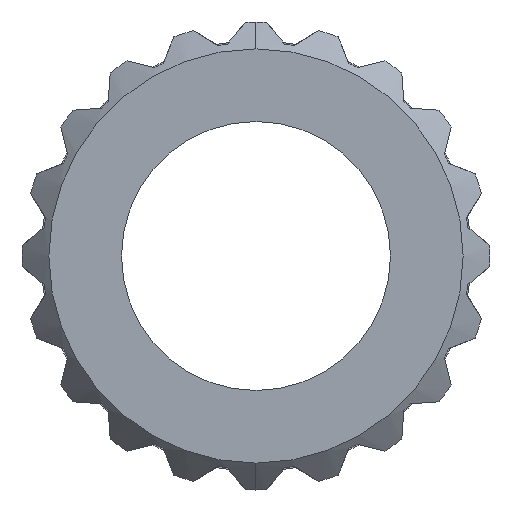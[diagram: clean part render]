
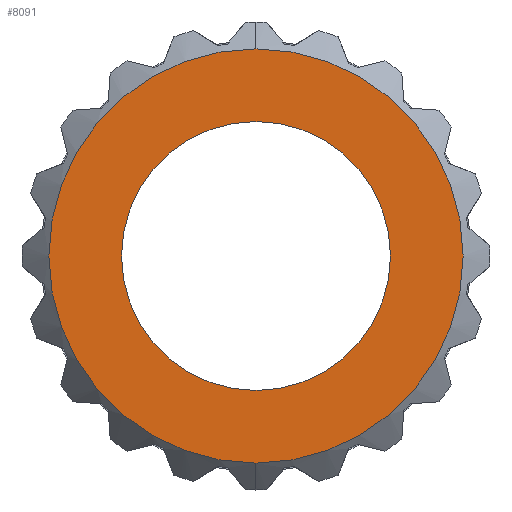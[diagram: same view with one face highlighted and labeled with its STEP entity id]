
A CAD part, left-side view. The second image highlights one B-rep face of the part: STEP entity #8091.
In plain terms, the highlighted planar face has unit normal (-1, 0, 0).
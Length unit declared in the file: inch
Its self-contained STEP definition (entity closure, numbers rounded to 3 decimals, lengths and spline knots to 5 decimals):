
#678 = AXIS2_PLACEMENT_3D ( 'NONE', #3940, #3941, #3942 ) ;
#853 = CARTESIAN_POINT ( 'NONE',  ( 0.05433, 0.25, 0. ) ) ;
#856 = PLANE ( 'NONE',  #8790 ) ;
#858 = DIRECTION ( 'NONE',  ( 1., 0., 0. ) ) ;
#859 = DIRECTION ( 'NONE',  ( 0., 0., -1. ) ) ;
#1373 = FACE_OUTER_BOUND ( 'NONE', #7625, .T. ) ;
#1376 = FACE_BOUND ( 'NONE', #9161, .T. ) ;
#1636 = CARTESIAN_POINT ( 'NONE',  ( 0.05433, 0., -0.25 ) ) ;
#1750 = CARTESIAN_POINT ( 'NONE',  ( 0.05433, 0., 0.25 ) ) ;
#1826 = CARTESIAN_POINT ( 'NONE',  ( 0.05433, 0., -0.385 ) ) ;
#1830 = CARTESIAN_POINT ( 'NONE',  ( 0.05433, 0., 0.385 ) ) ;
#2914 = CARTESIAN_POINT ( 'NONE',  ( 0.05433, 0., 0. ) ) ;
#2915 = DIRECTION ( 'NONE',  ( -1., 0., 0. ) ) ;
#2916 = DIRECTION ( 'NONE',  ( 0., 0., 1. ) ) ;
#3189 = CARTESIAN_POINT ( 'NONE',  ( 0.05433, 0., 0. ) ) ;
#3190 = DIRECTION ( 'NONE',  ( -1., 0., 0. ) ) ;
#3191 = DIRECTION ( 'NONE',  ( 0., 0., 1. ) ) ;
#3526 = CARTESIAN_POINT ( 'NONE',  ( 0.05433, 0., 0. ) ) ;
#3528 = DIRECTION ( 'NONE',  ( -1., 0., 0. ) ) ;
#3529 = DIRECTION ( 'NONE',  ( 0., 0., 1. ) ) ;
#3940 = CARTESIAN_POINT ( 'NONE',  ( 0.05433, 0., 0. ) ) ;
#3941 = DIRECTION ( 'NONE',  ( -1., 0., 0. ) ) ;
#3942 = DIRECTION ( 'NONE',  ( 0., 0., 1. ) ) ;
#4945 = CIRCLE ( 'NONE', #6885, 0.25 ) ;
#5232 = CIRCLE ( 'NONE', #6961, 0.385 ) ;
#6027 = VERTEX_POINT ( 'NONE', #1636 ) ;
#6032 = VERTEX_POINT ( 'NONE', #1750 ) ;
#6438 = VERTEX_POINT ( 'NONE', #1826 ) ;
#6442 = VERTEX_POINT ( 'NONE', #1830 ) ;
#6650 = EDGE_CURVE ( 'NONE', #6032, #6027, #7091, .T. ) ;
#6867 = AXIS2_PLACEMENT_3D ( 'NONE', #3189, #3190, #3191 ) ;
#6885 = AXIS2_PLACEMENT_3D ( 'NONE', #3526, #3528, #3529 ) ;
#6961 = AXIS2_PLACEMENT_3D ( 'NONE', #2914, #2915, #2916 ) ;
#7091 = CIRCLE ( 'NONE', #6867, 0.25 ) ;
#7239 = EDGE_CURVE ( 'NONE', #6027, #6032, #4945, .T. ) ;
#7440 = EDGE_CURVE ( 'NONE', #6442, #6438, #5232, .T. ) ;
#7625 = EDGE_LOOP ( 'NONE', ( #7749, #7750 ) ) ;
#7747 = ORIENTED_EDGE ( 'NONE', *, *, #6650, .F. ) ;
#7748 = ORIENTED_EDGE ( 'NONE', *, *, #7239, .F. ) ;
#7749 = ORIENTED_EDGE ( 'NONE', *, *, #8418, .T. ) ;
#7750 = ORIENTED_EDGE ( 'NONE', *, *, #7440, .T. ) ;
#8091 = ADVANCED_FACE ( 'NONE', ( #1376, #1373 ), #856, .F. ) ;
#8418 = EDGE_CURVE ( 'NONE', #6438, #6442, #9647, .T. ) ;
#8790 = AXIS2_PLACEMENT_3D ( 'NONE', #853, #858, #859 ) ;
#9161 = EDGE_LOOP ( 'NONE', ( #7747, #7748 ) ) ;
#9647 = CIRCLE ( 'NONE', #678, 0.385 ) ;
